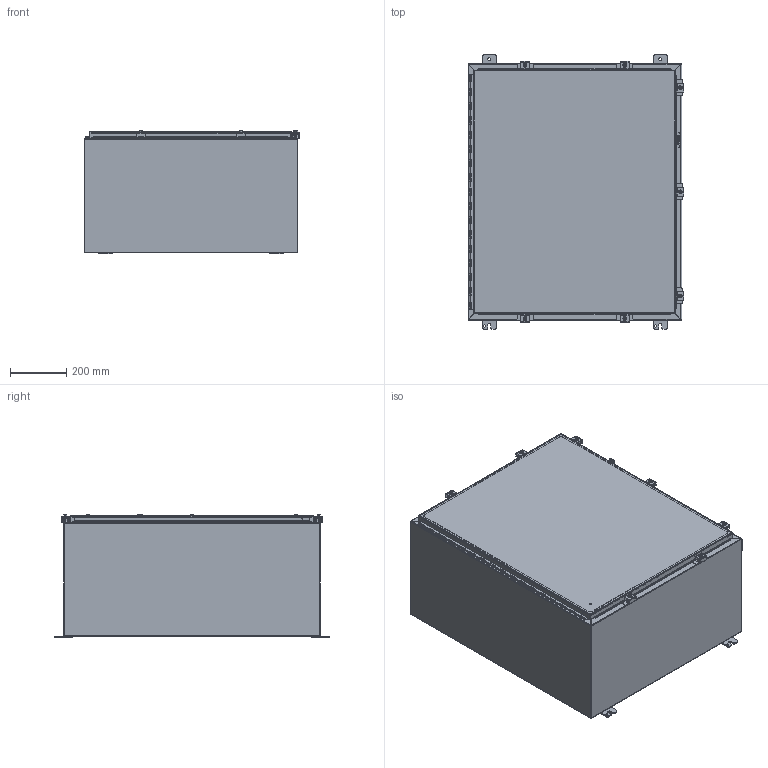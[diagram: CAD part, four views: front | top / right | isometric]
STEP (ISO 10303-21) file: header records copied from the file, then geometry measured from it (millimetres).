
FILE_DESCRIPTION (( 'STEP AP214' ), '1' );
FILE_NAME ('N4363016.STEP', '2016-02-04T13:54:44', ( '' ), ( '' ), 'SwSTEP 2.0', 'SolidWorks 2014', '' );
FILE_SCHEMA (( 'AUTOMOTIVE_DESIGN' ));
Length unit declared in the file: inch
Products named in the file (20): 38413_1; 34840_1; 3889_1; N4363016; 30823_1; 30824_1; HFW30825-4_1; HFW30825-3_1; HFW30825-2_1; 30824-1_1; 328134_1; 328134P_1; 328134L_1; 328134T_1; N43630LID_1; 3293_1; 38846_1; 34x28_1; N4363016BLR_1; N43016TB_1
Assembly tree (40 placements, depth 3):
  N4363016
    34840_1  x4
    38413_1
    N43016TB_1  x2
    N4363016BLR_1
    34x28_1
    38846_1
    3293_1
    N43630LID_1
    328134_1
      328134T_1
      328134L_1
      328134P_1
    30824_1  x7
      30824-1_1
      HFW30825-2_1
      HFW30825-3_1
      HFW30825-4_1
    30823_1  x7
    3889_1  x6
Bounding box: 769.89 x 977.9 x 442.22 mm (x, y, z)
Volume: 5931820.1 mm3; surface area: 6184637.6 mm2
Topology: 56 solids, 56 shells, 2048 faces, 5378 edges, 3466 vertices
Faces by surface type: cylinder 887, plane 838, bspline 193, torus 44, cone 44, sphere 42
Entity records: 36362 total; most frequent: CARTESIAN_POINT 9973, DIRECTION 4844, ORIENTED_EDGE 4792, EDGE_CURVE 2396, AXIS2_PLACEMENT_3D 1698, VERTEX_POINT 1552, LINE 1448, VECTOR 1448
